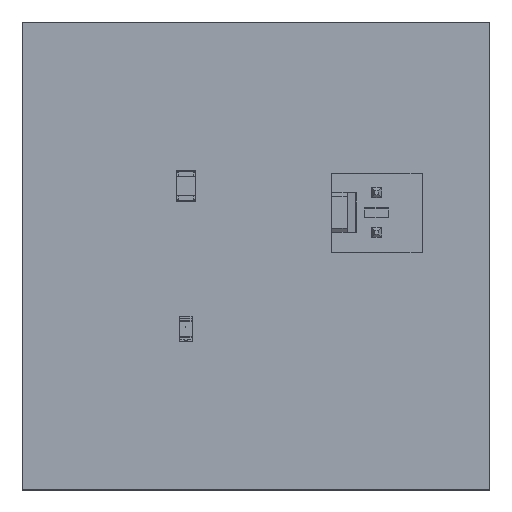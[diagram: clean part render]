
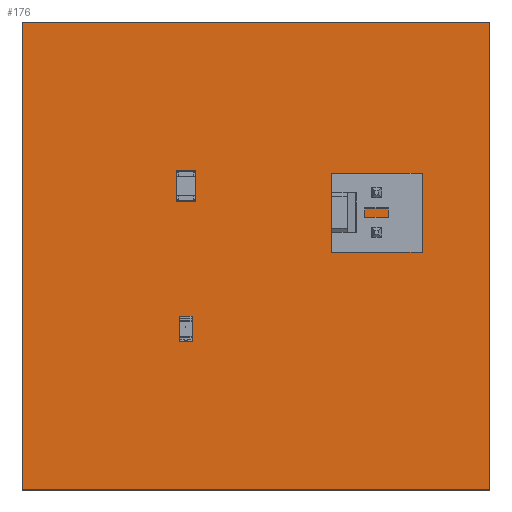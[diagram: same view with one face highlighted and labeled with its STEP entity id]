
A CAD part, top view. The second image highlights one B-rep face of the part: STEP entity #176.
In plain terms, the highlighted planar face has unit normal (0, 0, 1).
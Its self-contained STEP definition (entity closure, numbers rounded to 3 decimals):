
#47 = VERTEX_POINT('',#48);
#48 = CARTESIAN_POINT('',(0.,30.,0.));
#54 = EDGE_CURVE('',#47,#55,#57,.T.);
#55 = VERTEX_POINT('',#56);
#56 = CARTESIAN_POINT('',(30.,30.,0.));
#57 = LINE('',#58,#59);
#58 = CARTESIAN_POINT('',(0.,30.,0.));
#59 = VECTOR('',#60,1.);
#60 = DIRECTION('',(1.,0.,0.));
#85 = EDGE_CURVE('',#55,#86,#88,.T.);
#86 = VERTEX_POINT('',#87);
#87 = CARTESIAN_POINT('',(30.,0.,0.));
#88 = LINE('',#89,#90);
#89 = CARTESIAN_POINT('',(30.,30.,0.));
#90 = VECTOR('',#91,1.);
#91 = DIRECTION('',(0.,-1.,0.));
#116 = EDGE_CURVE('',#86,#117,#119,.T.);
#117 = VERTEX_POINT('',#118);
#118 = CARTESIAN_POINT('',(0.,0.,0.));
#119 = LINE('',#120,#121);
#120 = CARTESIAN_POINT('',(30.,0.,0.));
#121 = VECTOR('',#122,1.);
#122 = DIRECTION('',(-1.,0.,0.));
#147 = EDGE_CURVE('',#117,#47,#148,.T.);
#148 = LINE('',#149,#150);
#149 = CARTESIAN_POINT('',(0.,0.,0.));
#150 = VECTOR('',#151,1.);
#151 = DIRECTION('',(0.,1.,0.));
#176 = ADVANCED_FACE('',(#177),#183,.T.);
#177 = FACE_BOUND('',#178,.F.);
#178 = EDGE_LOOP('',(#179,#180,#181,#182));
#179 = ORIENTED_EDGE('',*,*,#54,.T.);
#180 = ORIENTED_EDGE('',*,*,#85,.T.);
#181 = ORIENTED_EDGE('',*,*,#116,.T.);
#182 = ORIENTED_EDGE('',*,*,#147,.T.);
#183 = PLANE('',#184);
#184 = AXIS2_PLACEMENT_3D('',#185,#186,#187);
#185 = CARTESIAN_POINT('',(0.,30.,0.));
#186 = DIRECTION('',(0.,0.,1.));
#187 = DIRECTION('',(1.,0.,0.));
